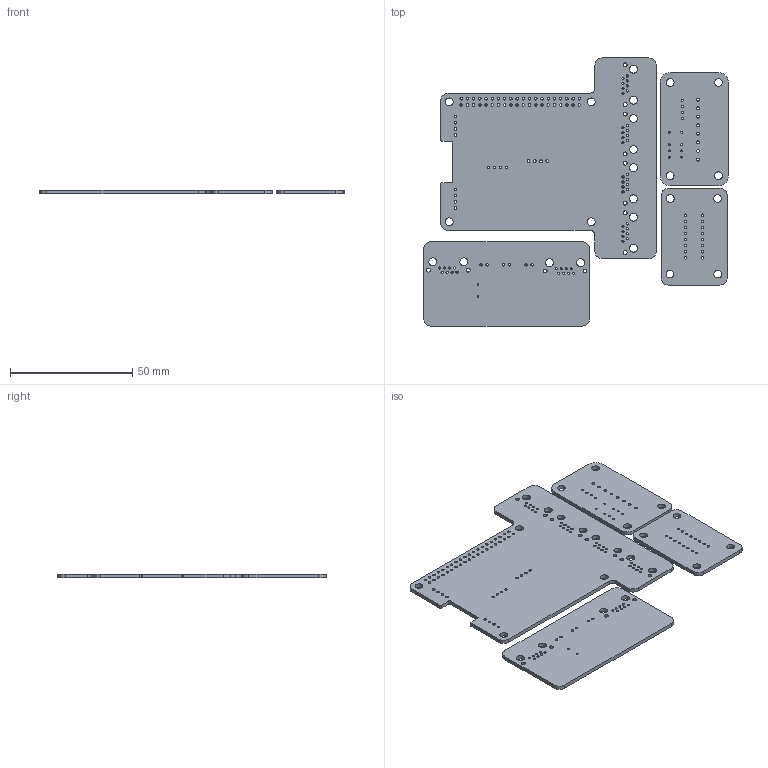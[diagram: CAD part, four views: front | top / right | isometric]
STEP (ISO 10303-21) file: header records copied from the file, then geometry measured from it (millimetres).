
FILE_DESCRIPTION(('KiCad electronic assembly'),'2;1');
FILE_NAME('Gate Controller.step','2024-12-17T20:17:49',('Pcbnew'),( 'Kicad'),'Open CASCADE STEP processor 7.7','KiCad to STEP converter' ,'Unknown');
FILE_SCHEMA(('AUTOMOTIVE_DESIGN { 1 0 10303 214 1 1 1 1 }'));
Length unit declared in the file: millimetre
Products named in the file (5): Gate Controller 1; Gate Controller_PCB_1; Gate Controller_PCB_2; Gate Controller_PCB_3; Gate Controller_PCB_4
Assembly tree (4 placements, depth 2):
  Gate Controller 1
    Gate Controller_PCB_1
    Gate Controller_PCB_2
    Gate Controller_PCB_3
    Gate Controller_PCB_4
Bounding box: 124.51 x 109.5 x 1.6 mm (x, y, z)
Volume: 15705.8 mm3; surface area: 22123.8 mm2
Topology: 4 solids, 4 shells, 240 faces, 696 edges, 464 vertices
Faces by surface type: cylinder 208, plane 32
Full cylindrical faces by diameter (mm): 0.762 x2, 0.8 x8, 0.89 x48, 0.95 x24, 1 x46, 1.1 x12, 1.2 x8, 1.57 x12, 3.2 x12, 3.25 x12
Entity records: 9001 total; most frequent: DIRECTION 1602, CARTESIAN_POINT 1405, ORIENTED_EDGE 1392, EDGE_CURVE 696, AXIS2_PLACEMENT_3D 661, FACE_BOUND 608, EDGE_LOOP 608, VERTEX_POINT 464
